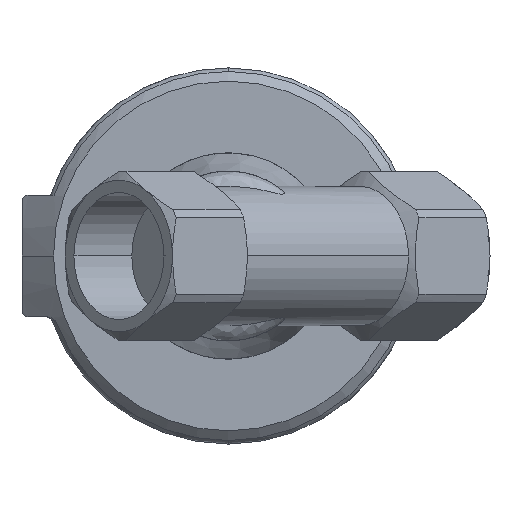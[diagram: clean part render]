
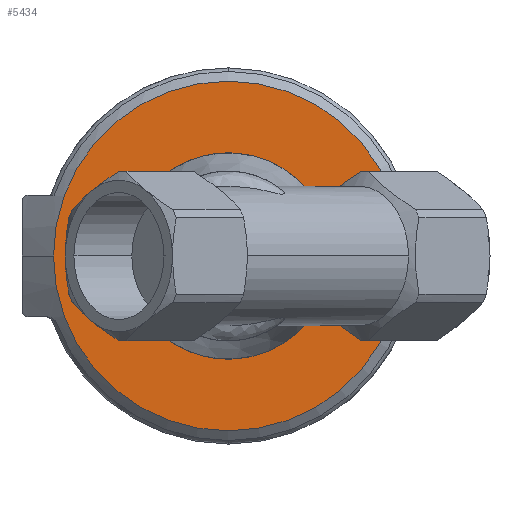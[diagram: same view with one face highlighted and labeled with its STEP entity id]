
A CAD part, front view. The second image highlights one B-rep face of the part: STEP entity #5434.
In plain terms, the highlighted planar face has unit normal (0, -1, 0).
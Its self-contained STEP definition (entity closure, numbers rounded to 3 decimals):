
#1 = AXIS2_PLACEMENT_3D ( 'NONE', #4896, #5488, #1986 ) ;
#52 = CIRCLE ( 'NONE', #1367, 28.813 ) ;
#77 = DIRECTION ( 'NONE',  ( 1., 0., 0. ) ) ;
#124 = CARTESIAN_POINT ( 'NONE',  ( -34.61, -26.873, 0. ) ) ;
#180 = CARTESIAN_POINT ( 'NONE',  ( -21.11, -26.873, 0. ) ) ;
#205 = DIRECTION ( 'NONE',  ( 0., 1., 0. ) ) ;
#219 = DIRECTION ( 'NONE',  ( -1., 0., 0. ) ) ;
#245 = DIRECTION ( 'NONE',  ( 0., 1., 0. ) ) ;
#273 = CARTESIAN_POINT ( 'NONE',  ( -34.61, -26.873, 0. ) ) ;
#543 = VERTEX_POINT ( 'NONE', #3982 ) ;
#986 = VERTEX_POINT ( 'NONE', #5674 ) ;
#1074 = CIRCLE ( 'NONE', #4901, 13.5 ) ;
#1217 = VERTEX_POINT ( 'NONE', #180 ) ;
#1289 = EDGE_CURVE ( 'NONE', #1217, #543, #2768, .T. ) ;
#1367 = AXIS2_PLACEMENT_3D ( 'NONE', #273, #245, #219 ) ;
#1399 = ORIENTED_EDGE ( 'NONE', *, *, #3344, .F. ) ;
#1624 = CARTESIAN_POINT ( 'NONE',  ( -5.797, -26.873, 0. ) ) ;
#1986 = DIRECTION ( 'NONE',  ( 1., 0., 0. ) ) ;
#2176 = AXIS2_PLACEMENT_3D ( 'NONE', #2453, #6545, #3001 ) ;
#2384 = CIRCLE ( 'NONE', #2176, 28.813 ) ;
#2453 = CARTESIAN_POINT ( 'NONE',  ( -34.61, -26.873, 0. ) ) ;
#2768 = CIRCLE ( 'NONE', #3037, 13.5 ) ;
#2896 = EDGE_LOOP ( 'NONE', ( #3482, #5918 ) ) ;
#3001 = DIRECTION ( 'NONE',  ( -1., 0., 0. ) ) ;
#3037 = AXIS2_PLACEMENT_3D ( 'NONE', #124, #205, #77 ) ;
#3287 = EDGE_LOOP ( 'NONE', ( #1399, #7117 ) ) ;
#3344 = EDGE_CURVE ( 'NONE', #986, #5603, #52, .T. ) ;
#3482 = ORIENTED_EDGE ( 'NONE', *, *, #1289, .T. ) ;
#3496 = EDGE_CURVE ( 'NONE', #543, #1217, #1074, .T. ) ;
#3529 = FACE_OUTER_BOUND ( 'NONE', #3287, .T. ) ;
#3640 = PLANE ( 'NONE',  #1 ) ;
#3982 = CARTESIAN_POINT ( 'NONE',  ( -48.11, -26.873, 0. ) ) ;
#4896 = CARTESIAN_POINT ( 'NONE',  ( -34.61, -26.873, 15.5 ) ) ;
#4901 = AXIS2_PLACEMENT_3D ( 'NONE', #5436, #5421, #5398 ) ;
#5140 = FACE_BOUND ( 'NONE', #2896, .T. ) ;
#5398 = DIRECTION ( 'NONE',  ( 1., 0., 0. ) ) ;
#5421 = DIRECTION ( 'NONE',  ( 0., 1., 0. ) ) ;
#5434 = ADVANCED_FACE ( 'NONE', ( #5140, #3529 ), #3640, .T. ) ;
#5436 = CARTESIAN_POINT ( 'NONE',  ( -34.61, -26.873, 0. ) ) ;
#5488 = DIRECTION ( 'NONE',  ( 0., -1., 0. ) ) ;
#5603 = VERTEX_POINT ( 'NONE', #1624 ) ;
#5674 = CARTESIAN_POINT ( 'NONE',  ( -63.424, -26.873, 0. ) ) ;
#5918 = ORIENTED_EDGE ( 'NONE', *, *, #3496, .T. ) ;
#6403 = EDGE_CURVE ( 'NONE', #5603, #986, #2384, .T. ) ;
#6545 = DIRECTION ( 'NONE',  ( 0., 1., 0. ) ) ;
#7117 = ORIENTED_EDGE ( 'NONE', *, *, #6403, .F. ) ;
